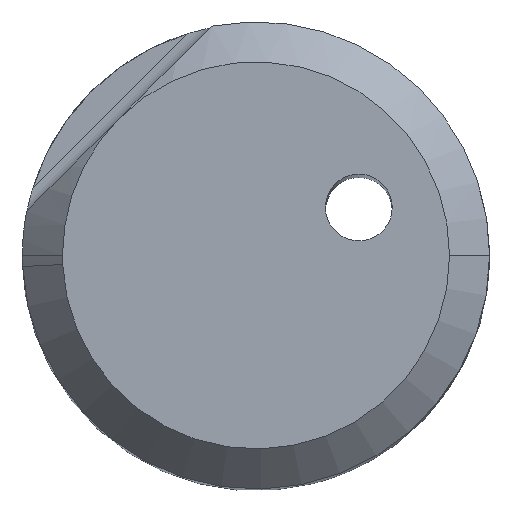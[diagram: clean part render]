
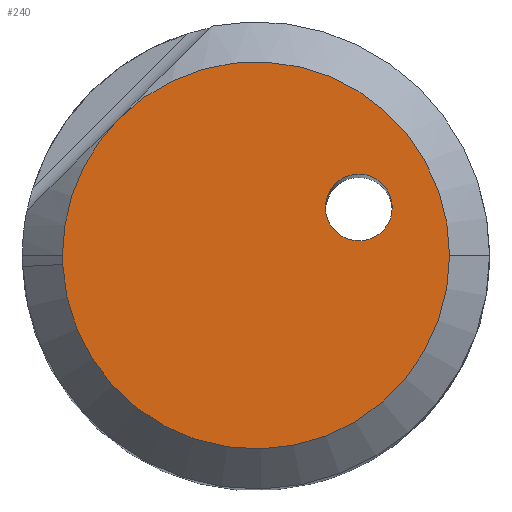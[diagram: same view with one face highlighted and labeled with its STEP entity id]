
A CAD part, top view. The second image highlights one B-rep face of the part: STEP entity #240.
In plain terms, the highlighted planar face has unit normal (0, 0, 1).
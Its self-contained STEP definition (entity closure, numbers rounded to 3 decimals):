
#149=AXIS2_PLACEMENT_3D('Circle Axis2P3D',#147,#148,$) ;
#195=AXIS2_PLACEMENT_3D('Plane Axis2P3D',#192,#193,#194) ;
#199=AXIS2_PLACEMENT_3D('Circle Axis2P3D',#197,#198,$) ;
#206=AXIS2_PLACEMENT_3D('Circle Axis2P3D',#204,#205,$) ;
#213=AXIS2_PLACEMENT_3D('Circle Axis2P3D',#211,#212,$) ;
#224=AXIS2_PLACEMENT_3D('Circle Axis2P3D',#222,#223,$) ;
#233=AXIS2_PLACEMENT_3D('Circle Axis2P3D',#231,#232,$) ;
#147=CARTESIAN_POINT('Axis2P3D Location',(0.,0.,0.)) ;
#151=CARTESIAN_POINT('Vertex',(-2.051,2.051,0.)) ;
#153=CARTESIAN_POINT('Vertex',(2.9,0.,0.)) ;
#192=CARTESIAN_POINT('Axis2P3D Location',(2.6,0.,0.)) ;
#197=CARTESIAN_POINT('Axis2P3D Location',(0.,0.,0.)) ;
#201=CARTESIAN_POINT('Vertex',(-2.9,0.,0.)) ;
#204=CARTESIAN_POINT('Axis2P3D Location',(0.,0.,0.)) ;
#208=CARTESIAN_POINT('Vertex',(-2.897,-0.137,0.)) ;
#211=CARTESIAN_POINT('Axis2P3D Location',(0.,0.,0.)) ;
#222=CARTESIAN_POINT('Axis2P3D Location',(1.541,0.718,0.)) ;
#226=CARTESIAN_POINT('Vertex',(1.11,0.972,0.)) ;
#228=CARTESIAN_POINT('Vertex',(1.972,0.465,0.)) ;
#231=CARTESIAN_POINT('Axis2P3D Location',(1.541,0.718,0.)) ;
#148=DIRECTION('Axis2P3D Direction',(0.,0.,-1.)) ;
#193=DIRECTION('Axis2P3D Direction',(0.,0.,-1.)) ;
#194=DIRECTION('Axis2P3D XDirection',(-1.,0.,0.)) ;
#198=DIRECTION('Axis2P3D Direction',(0.,0.,-1.)) ;
#205=DIRECTION('Axis2P3D Direction',(0.,0.,-1.)) ;
#212=DIRECTION('Axis2P3D Direction',(0.,0.,-1.)) ;
#223=DIRECTION('Axis2P3D Direction',(0.,0.,-1.)) ;
#232=DIRECTION('Axis2P3D Direction',(0.,0.,-1.)) ;
#217=ORIENTED_EDGE('',*,*,#155,.F.) ;
#218=ORIENTED_EDGE('',*,*,#203,.F.) ;
#219=ORIENTED_EDGE('',*,*,#210,.F.) ;
#220=ORIENTED_EDGE('',*,*,#215,.F.) ;
#237=ORIENTED_EDGE('',*,*,#230,.T.) ;
#238=ORIENTED_EDGE('',*,*,#235,.T.) ;
#239=FACE_BOUND('',#236,.T.) ;
#240=ADVANCED_FACE('NOCUT',(#221,#239),#196,.F.) ;
#150=CIRCLE('generated circle',#149,2.9) ;
#200=CIRCLE('generated circle',#199,2.9) ;
#207=CIRCLE('generated circle',#206,2.9) ;
#214=CIRCLE('generated circle',#213,2.9) ;
#225=CIRCLE('generated circle',#224,0.5) ;
#234=CIRCLE('generated circle',#233,0.5) ;
#155=EDGE_CURVE('',#152,#154,#150,.T.) ;
#203=EDGE_CURVE('',#202,#152,#200,.T.) ;
#210=EDGE_CURVE('',#209,#202,#207,.T.) ;
#215=EDGE_CURVE('',#154,#209,#214,.T.) ;
#230=EDGE_CURVE('',#227,#229,#225,.T.) ;
#235=EDGE_CURVE('',#229,#227,#234,.T.) ;
#216=EDGE_LOOP('',(#217,#218,#219,#220)) ;
#236=EDGE_LOOP('',(#237,#238)) ;
#221=FACE_OUTER_BOUND('',#216,.T.) ;
#196=PLANE('',#195) ;
#152=VERTEX_POINT('',#151) ;
#154=VERTEX_POINT('',#153) ;
#202=VERTEX_POINT('',#201) ;
#209=VERTEX_POINT('',#208) ;
#227=VERTEX_POINT('',#226) ;
#229=VERTEX_POINT('',#228) ;
